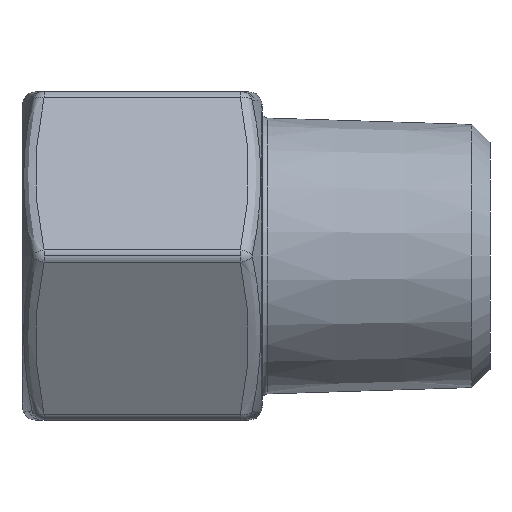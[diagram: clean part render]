
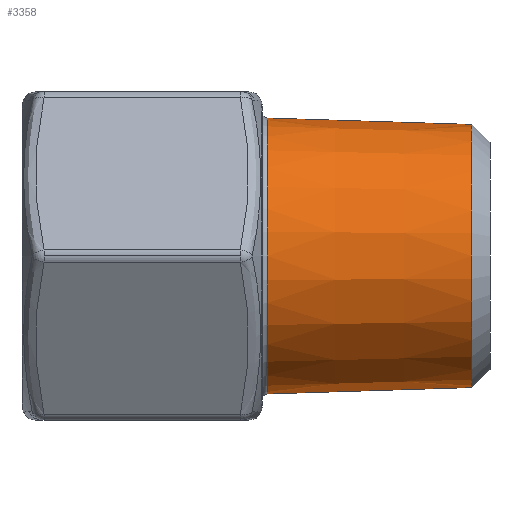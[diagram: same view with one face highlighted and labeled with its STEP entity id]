
A CAD part, front view. The second image highlights one B-rep face of the part: STEP entity #3358.
In plain terms, the highlighted conical face has half-angle 1.79 degrees and reference radius 10.4 mm.
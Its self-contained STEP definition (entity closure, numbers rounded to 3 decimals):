
#118 = ORIENTED_EDGE ( 'NONE', *, *, #16157, .T. ) ;
#244 = DIRECTION ( 'NONE',  ( -1., 0., 0. ) ) ;
#1257 = CARTESIAN_POINT ( 'NONE',  ( 19.388, 0., 0. ) ) ;
#2364 = EDGE_CURVE ( 'NONE', #4339, #15776, #12413, .T. ) ;
#2819 = DIRECTION ( 'NONE',  ( 0., 0., 1. ) ) ;
#3334 = ORIENTED_EDGE ( 'NONE', *, *, #9914, .T. ) ;
#3358 = ADVANCED_FACE ( 'NONE', ( #13213 ), #6441, .T. ) ;
#4339 = VERTEX_POINT ( 'NONE', #8902 ) ;
#4608 = ORIENTED_EDGE ( 'NONE', *, *, #6644, .T. ) ;
#4746 = DIRECTION ( 'NONE',  ( 0., 0., 1. ) ) ;
#6365 = CARTESIAN_POINT ( 'NONE',  ( 19.388, 0., -10.905 ) ) ;
#6435 = AXIS2_PLACEMENT_3D ( 'NONE', #1257, #10991, #2819 ) ;
#6441 = CONICAL_SURFACE ( 'NONE', #11164, 10.4, 0.031 ) ;
#6518 = VECTOR ( 'NONE', #7544, 1000. ) ;
#6644 = EDGE_CURVE ( 'NONE', #9629, #14988, #7594, .T. ) ;
#7544 = DIRECTION ( 'NONE',  ( -1., 0., 0.031 ) ) ;
#7594 = LINE ( 'NONE', #17348, #6518 ) ;
#8571 = CARTESIAN_POINT ( 'NONE',  ( 35.55, 0., 0. ) ) ;
#8858 = DIRECTION ( 'NONE',  ( -1., 0., 0. ) ) ;
#8902 = CARTESIAN_POINT ( 'NONE',  ( 35.55, 0., -10.4 ) ) ;
#9014 = EDGE_LOOP ( 'NONE', ( #12896, #3334, #4608, #118 ) ) ;
#9629 = VERTEX_POINT ( 'NONE', #17381 ) ;
#9914 = EDGE_CURVE ( 'NONE', #4339, #9629, #16133, .T. ) ;
#10785 = DIRECTION ( 'NONE',  ( -1., 0., -0.031 ) ) ;
#10991 = DIRECTION ( 'NONE',  ( 1., 0., 0. ) ) ;
#11164 = AXIS2_PLACEMENT_3D ( 'NONE', #13013, #8858, #4746 ) ;
#11285 = CARTESIAN_POINT ( 'NONE',  ( 19.388, 0., 10.905 ) ) ;
#12413 = LINE ( 'NONE', #15005, #13715 ) ;
#12746 = DIRECTION ( 'NONE',  ( 0., 0., 1. ) ) ;
#12896 = ORIENTED_EDGE ( 'NONE', *, *, #2364, .F. ) ;
#13013 = CARTESIAN_POINT ( 'NONE',  ( 35.55, 0., 0. ) ) ;
#13213 = FACE_OUTER_BOUND ( 'NONE', #9014, .T. ) ;
#13715 = VECTOR ( 'NONE', #10785, 1000. ) ;
#13991 = CIRCLE ( 'NONE', #6435, 10.905 ) ;
#14988 = VERTEX_POINT ( 'NONE', #11285 ) ;
#15005 = CARTESIAN_POINT ( 'NONE',  ( 35.55, 0., -10.4 ) ) ;
#15776 = VERTEX_POINT ( 'NONE', #6365 ) ;
#16133 = CIRCLE ( 'NONE', #16187, 10.4 ) ;
#16157 = EDGE_CURVE ( 'NONE', #14988, #15776, #13991, .T. ) ;
#16187 = AXIS2_PLACEMENT_3D ( 'NONE', #8571, #244, #12746 ) ;
#17348 = CARTESIAN_POINT ( 'NONE',  ( 35.55, 0., 10.4 ) ) ;
#17381 = CARTESIAN_POINT ( 'NONE',  ( 35.55, 0., 10.4 ) ) ;
